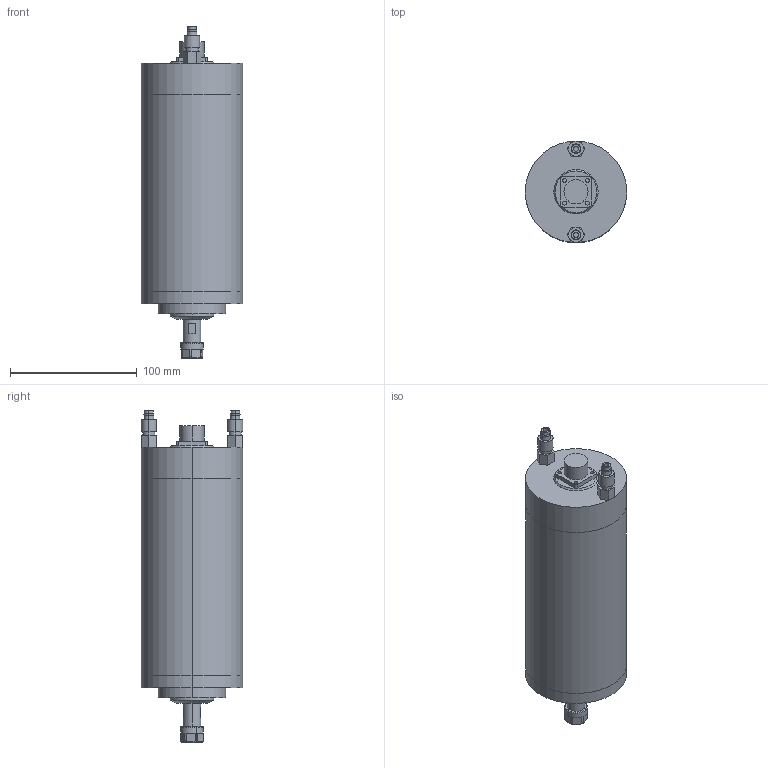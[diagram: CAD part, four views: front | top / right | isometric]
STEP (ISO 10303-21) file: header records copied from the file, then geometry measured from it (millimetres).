
FILE_DESCRIPTION (( 'STEP AP214' ), '1' );
FILE_NAME ('GDZ19軞蚾.STEP', '2021-04-30T02:48:04', ( '萇齟' ), ( '' ), 'SwSTEP 2.0', 'SolidWorks 2018', '' );
FILE_SCHEMA (( 'AUTOMOTIVE_DESIGN' ));
Length unit declared in the file: millimetre
Products named in the file (11): GDZ19堤盄釱; ER11粟俶芠標; 堤盄釱脣芛18x18M20; GDZ19粣芛; GDZ19粣創釱; GDZ19ヶ蹟譫; GDZ19儂褲; GDZ17阨郲; GDZ19ヶ裔; ER11蹟簽; GDZ19軞蚾
Assembly tree (11 placements, depth 2):
  GDZ19軞蚾
    GDZ19儂褲
    ER11粟俶芠標
    ER11蹟簽
    GDZ19堤盄釱
    GDZ19ヶ裔
    GDZ19ヶ蹟譫
    GDZ19粣創釱
    GDZ19粣芛
    堤盄釱脣芛18x18M20
    GDZ17阨郲  x2
Bounding box: 80 x 80 x 262 mm (x, y, z)
Volume: 990188.2 mm3; surface area: 95531.8 mm2
Topology: 11 solids, 11 shells, 145 faces, 308 edges, 200 vertices
Faces by surface type: plane 69, cylinder 50, cone 18, torus 8
Entity records: 3974 total; most frequent: CARTESIAN_POINT 735, DIRECTION 660, ORIENTED_EDGE 516, AXIS2_PLACEMENT_3D 273, EDGE_CURVE 258, VERTEX_POINT 168, EDGE_LOOP 146, CIRCLE 138
